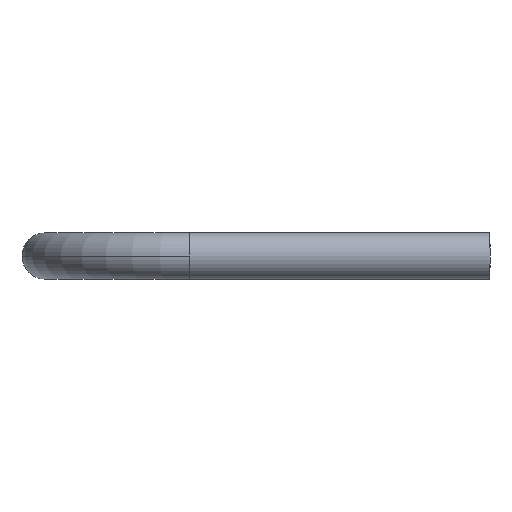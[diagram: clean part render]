
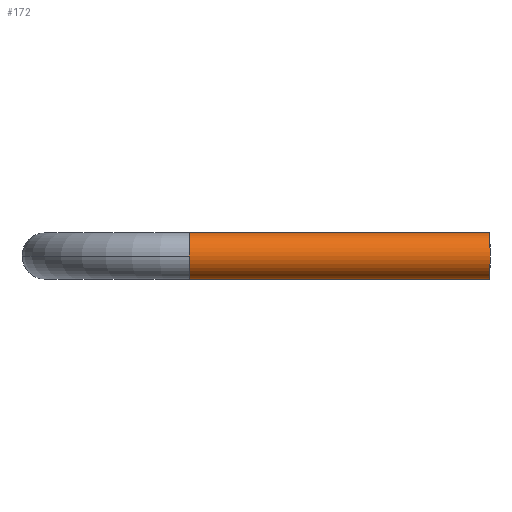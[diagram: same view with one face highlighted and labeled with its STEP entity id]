
A CAD part, left-side view. The second image highlights one B-rep face of the part: STEP entity #172.
In plain terms, the highlighted cylindrical face has radius 57.15 mm (diameter 114.3 mm), a partial arc.
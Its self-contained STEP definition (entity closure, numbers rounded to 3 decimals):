
#33 = DIRECTION ( 'NONE',  ( 0., -1., 0. ) ) ;
#35 = CARTESIAN_POINT ( 'NONE',  ( -5072., -356., 0. ) ) ;
#55 = AXIS2_PLACEMENT_3D ( 'NONE', #333, #79, #110 ) ;
#63 = DIRECTION ( 'NONE',  ( 0., -1., 0. ) ) ;
#64 = CARTESIAN_POINT ( 'NONE',  ( -5072., -356., 57.15 ) ) ;
#65 = CIRCLE ( 'NONE', #147, 57.15 ) ;
#67 = AXIS2_PLACEMENT_3D ( 'NONE', #407, #63, #138 ) ;
#70 = VERTEX_POINT ( 'NONE', #64 ) ;
#72 = EDGE_CURVE ( 'NONE', #325, #370, #369, .T. ) ;
#79 = DIRECTION ( 'NONE',  ( 0., 1., 0. ) ) ;
#95 = ORIENTED_EDGE ( 'NONE', *, *, #445, .F. ) ;
#110 = DIRECTION ( 'NONE',  ( 0., 0., 1. ) ) ;
#137 = AXIS2_PLACEMENT_3D ( 'NONE', #226, #33, #437 ) ;
#138 = DIRECTION ( 'NONE',  ( 1., 0., 0. ) ) ;
#139 = ORIENTED_EDGE ( 'NONE', *, *, #146, .T. ) ;
#143 = VERTEX_POINT ( 'NONE', #151 ) ;
#146 = EDGE_CURVE ( 'NONE', #70, #143, #65, .T. ) ;
#147 = AXIS2_PLACEMENT_3D ( 'NONE', #35, #308, #262 ) ;
#151 = CARTESIAN_POINT ( 'NONE',  ( -5129.15, -356., 0. ) ) ;
#165 = CIRCLE ( 'NONE', #67, 57.15 ) ;
#166 = CARTESIAN_POINT ( 'NONE',  ( -5072., -1100., 57.15 ) ) ;
#172 = ADVANCED_FACE ( 'NONE', ( #184 ), #181, .T. ) ;
#176 = VECTOR ( 'NONE', #485, 1000. ) ;
#181 = CYLINDRICAL_SURFACE ( 'NONE', #55, 57.15 ) ;
#184 = FACE_OUTER_BOUND ( 'NONE', #449, .T. ) ;
#201 = LINE ( 'NONE', #245, #353 ) ;
#207 = CARTESIAN_POINT ( 'NONE',  ( -5072., -1100., -57.15 ) ) ;
#226 = CARTESIAN_POINT ( 'NONE',  ( -5072., -1100., 0. ) ) ;
#245 = CARTESIAN_POINT ( 'NONE',  ( -5072., -1100., 57.15 ) ) ;
#260 = ORIENTED_EDGE ( 'NONE', *, *, #396, .T. ) ;
#262 = DIRECTION ( 'NONE',  ( 1., 0., 0. ) ) ;
#264 = VERTEX_POINT ( 'NONE', #166 ) ;
#281 = CARTESIAN_POINT ( 'NONE',  ( -5072., -356., -57.15 ) ) ;
#308 = DIRECTION ( 'NONE',  ( 0., -1., 0. ) ) ;
#325 = VERTEX_POINT ( 'NONE', #395 ) ;
#331 = ORIENTED_EDGE ( 'NONE', *, *, #72, .F. ) ;
#333 = CARTESIAN_POINT ( 'NONE',  ( -5072., -1100., 0. ) ) ;
#352 = DIRECTION ( 'NONE',  ( 0., 1., 0. ) ) ;
#353 = VECTOR ( 'NONE', #352, 1000. ) ;
#369 = LINE ( 'NONE', #207, #176 ) ;
#370 = VERTEX_POINT ( 'NONE', #281 ) ;
#395 = CARTESIAN_POINT ( 'NONE',  ( -5072., -1100., -57.15 ) ) ;
#396 = EDGE_CURVE ( 'NONE', #264, #70, #201, .T. ) ;
#407 = CARTESIAN_POINT ( 'NONE',  ( -5072., -356., 0. ) ) ;
#415 = CIRCLE ( 'NONE', #137, 57.15 ) ;
#428 = ORIENTED_EDGE ( 'NONE', *, *, #462, .T. ) ;
#437 = DIRECTION ( 'NONE',  ( 1., 0., 0. ) ) ;
#445 = EDGE_CURVE ( 'NONE', #264, #325, #415, .T. ) ;
#449 = EDGE_LOOP ( 'NONE', ( #331, #95, #260, #139, #428 ) ) ;
#462 = EDGE_CURVE ( 'NONE', #143, #370, #165, .T. ) ;
#485 = DIRECTION ( 'NONE',  ( 0., 1., 0. ) ) ;
